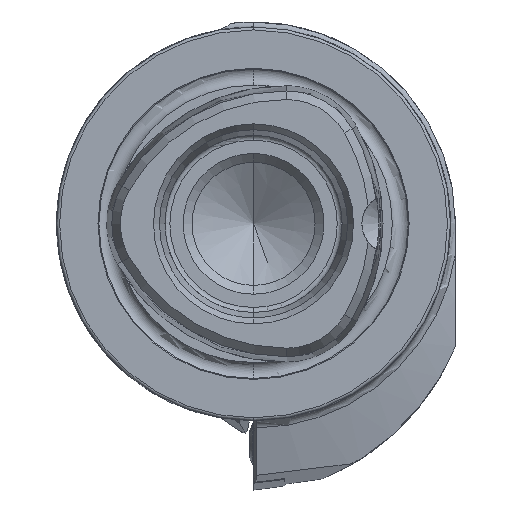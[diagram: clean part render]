
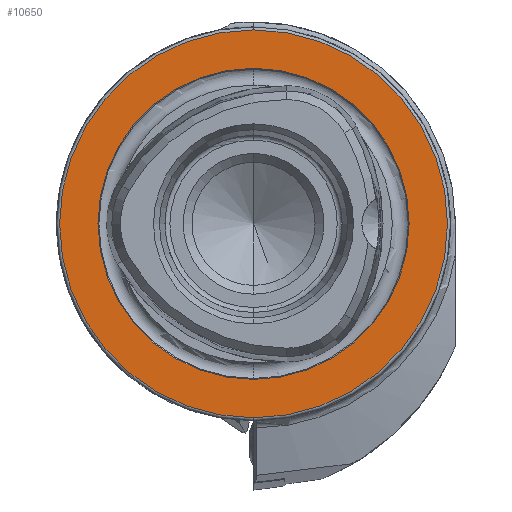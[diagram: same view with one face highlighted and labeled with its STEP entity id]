
A CAD part, left-side view. The second image highlights one B-rep face of the part: STEP entity #10650.
In plain terms, the highlighted planar face has unit normal (-1, 0, 0).
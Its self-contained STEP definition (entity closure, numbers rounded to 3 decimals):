
#163 = CIRCLE ( 'NONE', #789, 15.8 ) ;
#269 = CARTESIAN_POINT ( 'NONE',  ( 0., 0., -19.7 ) ) ;
#789 = AXIS2_PLACEMENT_3D ( 'NONE', #10013, #11272, #5672 ) ;
#1859 = CARTESIAN_POINT ( 'NONE',  ( 0., 0., -15.8 ) ) ;
#2574 = EDGE_CURVE ( 'NONE', #8455, #6834, #13960, .T. ) ;
#2796 = CARTESIAN_POINT ( 'NONE',  ( 0., 0., 0. ) ) ;
#3082 = ORIENTED_EDGE ( 'NONE', *, *, #12979, .T. ) ;
#3604 = CARTESIAN_POINT ( 'NONE',  ( 0., 0., 19.7 ) ) ;
#3676 = PLANE ( 'NONE',  #11116 ) ;
#3691 = EDGE_LOOP ( 'NONE', ( #3082, #13571 ) ) ;
#4391 = VERTEX_POINT ( 'NONE', #269 ) ;
#4621 = EDGE_LOOP ( 'NONE', ( #8486, #15490 ) ) ;
#4898 = DIRECTION ( 'NONE',  ( 0., 0., 1. ) ) ;
#5672 = DIRECTION ( 'NONE',  ( 0., 0., 1. ) ) ;
#6003 = CIRCLE ( 'NONE', #10633, 19.7 ) ;
#6568 = CARTESIAN_POINT ( 'NONE',  ( 0., 15.8, 0. ) ) ;
#6834 = VERTEX_POINT ( 'NONE', #1859 ) ;
#8086 = CIRCLE ( 'NONE', #12106, 19.7 ) ;
#8103 = DIRECTION ( 'NONE',  ( 1., 0., 0. ) ) ;
#8222 = CARTESIAN_POINT ( 'NONE',  ( 0., 0., 0. ) ) ;
#8455 = VERTEX_POINT ( 'NONE', #14137 ) ;
#8486 = ORIENTED_EDGE ( 'NONE', *, *, #2574, .F. ) ;
#9770 = DIRECTION ( 'NONE',  ( 0., 0., 1. ) ) ;
#10013 = CARTESIAN_POINT ( 'NONE',  ( 0., 0., 0. ) ) ;
#10633 = AXIS2_PLACEMENT_3D ( 'NONE', #2796, #12812, #11464 ) ;
#10650 = ADVANCED_FACE ( 'NONE', ( #18445, #17123 ), #3676, .F. ) ;
#10911 = AXIS2_PLACEMENT_3D ( 'NONE', #8222, #13792, #9770 ) ;
#11116 = AXIS2_PLACEMENT_3D ( 'NONE', #6568, #8103, #12529 ) ;
#11272 = DIRECTION ( 'NONE',  ( -1., 0., 0. ) ) ;
#11464 = DIRECTION ( 'NONE',  ( 0., 0., 1. ) ) ;
#12106 = AXIS2_PLACEMENT_3D ( 'NONE', #18234, #12414, #4898 ) ;
#12414 = DIRECTION ( 'NONE',  ( -1., 0., 0. ) ) ;
#12529 = DIRECTION ( 'NONE',  ( 0., 0., -1. ) ) ;
#12812 = DIRECTION ( 'NONE',  ( -1., 0., 0. ) ) ;
#12979 = EDGE_CURVE ( 'NONE', #13248, #4391, #8086, .T. ) ;
#13248 = VERTEX_POINT ( 'NONE', #3604 ) ;
#13571 = ORIENTED_EDGE ( 'NONE', *, *, #15816, .T. ) ;
#13792 = DIRECTION ( 'NONE',  ( -1., 0., 0. ) ) ;
#13960 = CIRCLE ( 'NONE', #10911, 15.8 ) ;
#14137 = CARTESIAN_POINT ( 'NONE',  ( 0., 0., 15.8 ) ) ;
#15490 = ORIENTED_EDGE ( 'NONE', *, *, #15824, .F. ) ;
#15816 = EDGE_CURVE ( 'NONE', #4391, #13248, #6003, .T. ) ;
#15824 = EDGE_CURVE ( 'NONE', #6834, #8455, #163, .T. ) ;
#17123 = FACE_OUTER_BOUND ( 'NONE', #3691, .T. ) ;
#18234 = CARTESIAN_POINT ( 'NONE',  ( 0., 0., 0. ) ) ;
#18445 = FACE_BOUND ( 'NONE', #4621, .T. ) ;
